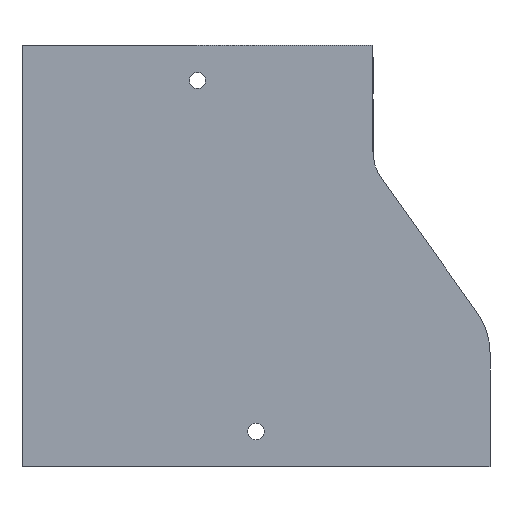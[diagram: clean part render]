
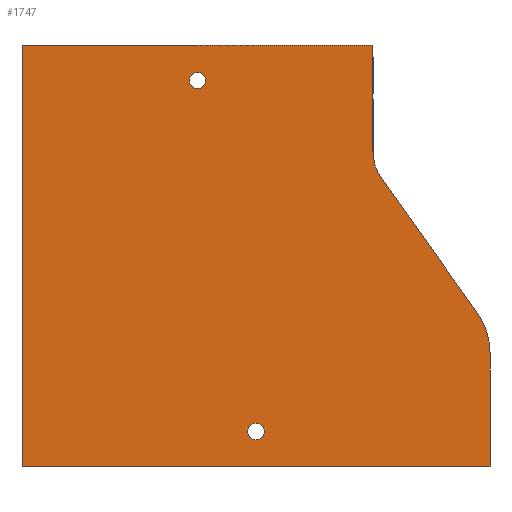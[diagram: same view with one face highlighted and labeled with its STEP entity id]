
A CAD part, front view. The second image highlights one B-rep face of the part: STEP entity #1747.
In plain terms, the highlighted planar face has unit normal (0, -1, 0).
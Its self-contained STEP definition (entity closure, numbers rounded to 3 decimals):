
#1 = CARTESIAN_POINT ( 'NONE',  ( 75., 0., -18.5 ) ) ;
#5 = CARTESIAN_POINT ( 'NONE',  ( 100., 0., -168.5 ) ) ;
#57 = AXIS2_PLACEMENT_3D ( 'NONE', #1788, #1785, #1792 ) ;
#74 = CARTESIAN_POINT ( 'NONE',  ( 150., 0., -45.386 ) ) ;
#113 = CARTESIAN_POINT ( 'NONE',  ( 170., 0., -45.386 ) ) ;
#188 = DIRECTION ( 'NONE',  ( 0., 0., 1. ) ) ;
#190 = CARTESIAN_POINT ( 'NONE',  ( 200., 0., -131.409 ) ) ;
#200 = CARTESIAN_POINT ( 'NONE',  ( 0., 0., 0. ) ) ;
#210 = CARTESIAN_POINT ( 'NONE',  ( 200., 0., -180. ) ) ;
#211 = CARTESIAN_POINT ( 'NONE',  ( 153.725, 0., -57.011 ) ) ;
#318 = DIRECTION ( 'NONE',  ( 0., 0., 1. ) ) ;
#321 = CARTESIAN_POINT ( 'NONE',  ( 150., 0., 0. ) ) ;
#447 = DIRECTION ( 'NONE',  ( 1., 0., 0. ) ) ;
#451 = CARTESIAN_POINT ( 'NONE',  ( -200., 0., -180. ) ) ;
#453 = DIRECTION ( 'NONE',  ( 0., 0., 1. ) ) ;
#454 = CARTESIAN_POINT ( 'NONE',  ( 100., 0., -165. ) ) ;
#462 = DIRECTION ( 'NONE',  ( -1., 0., 0. ) ) ;
#465 = DIRECTION ( 'NONE',  ( 0., 0., -1. ) ) ;
#467 = DIRECTION ( 'NONE',  ( 0., -1., 0. ) ) ;
#486 = CARTESIAN_POINT ( 'NONE',  ( 0., 0., 0. ) ) ;
#492 = DIRECTION ( 'NONE',  ( 0., -1., 0. ) ) ;
#493 = DIRECTION ( 'NONE',  ( 0., 0., -1. ) ) ;
#503 = CARTESIAN_POINT ( 'NONE',  ( 0., 0., -180. ) ) ;
#526 = CARTESIAN_POINT ( 'NONE',  ( -150., 0., 0. ) ) ;
#535 = DIRECTION ( 'NONE',  ( 0., 1., 0. ) ) ;
#540 = CARTESIAN_POINT ( 'NONE',  ( 170., 0., -131.409 ) ) ;
#541 = CARTESIAN_POINT ( 'NONE',  ( 153.725, 0., -57.011 ) ) ;
#542 = DIRECTION ( 'NONE',  ( 0., 0., 1. ) ) ;
#543 = DIRECTION ( 'NONE',  ( -0.581, 0., 0.814 ) ) ;
#544 = DIRECTION ( 'NONE',  ( 0., -1., 0. ) ) ;
#548 = CARTESIAN_POINT ( 'NONE',  ( 150., 0., 0. ) ) ;
#549 = DIRECTION ( 'NONE',  ( 0., 0., 1. ) ) ;
#551 = CARTESIAN_POINT ( 'NONE',  ( 194.412, 0., -113.972 ) ) ;
#552 = CARTESIAN_POINT ( 'NONE',  ( 75., 0., -15. ) ) ;
#553 = CARTESIAN_POINT ( 'NONE',  ( 200., 0., -131.409 ) ) ;
#589 = EDGE_CURVE ( 'NONE', #748, #733, #1197, .T. ) ;
#659 = EDGE_CURVE ( 'NONE', #752, #803, #1223, .T. ) ;
#668 = EDGE_CURVE ( 'NONE', #1655, #1655, #1239, .T. ) ;
#669 = EDGE_CURVE ( 'NONE', #1658, #1658, #1242, .T. ) ;
#671 = EDGE_CURVE ( 'NONE', #803, #748, #1235, .T. ) ;
#673 = EDGE_CURVE ( 'NONE', #777, #719, #1246, .T. ) ;
#674 = EDGE_CURVE ( 'NONE', #719, #751, #1241, .T. ) ;
#675 = EDGE_CURVE ( 'NONE', #751, #772, #1249, .T. ) ;
#719 = VERTEX_POINT ( 'NONE', #551 ) ;
#733 = VERTEX_POINT ( 'NONE', #548 ) ;
#748 = VERTEX_POINT ( 'NONE', #486 ) ;
#751 = VERTEX_POINT ( 'NONE', #211 ) ;
#752 = VERTEX_POINT ( 'NONE', #210 ) ;
#772 = VERTEX_POINT ( 'NONE', #74 ) ;
#777 = VERTEX_POINT ( 'NONE', #553 ) ;
#803 = VERTEX_POINT ( 'NONE', #503 ) ;
#819 = EDGE_LOOP ( 'NONE', ( #976, #977, #978, #979, #980, #981, #982, #983 ) ) ;
#873 = EDGE_LOOP ( 'NONE', ( #975 ) ) ;
#881 = EDGE_LOOP ( 'NONE', ( #974 ) ) ;
#974 = ORIENTED_EDGE ( 'NONE', *, *, #668, .F. ) ;
#975 = ORIENTED_EDGE ( 'NONE', *, *, #669, .F. ) ;
#976 = ORIENTED_EDGE ( 'NONE', *, *, #589, .F. ) ;
#977 = ORIENTED_EDGE ( 'NONE', *, *, #671, .F. ) ;
#978 = ORIENTED_EDGE ( 'NONE', *, *, #659, .F. ) ;
#979 = ORIENTED_EDGE ( 'NONE', *, *, #1459, .T. ) ;
#980 = ORIENTED_EDGE ( 'NONE', *, *, #673, .T. ) ;
#981 = ORIENTED_EDGE ( 'NONE', *, *, #674, .T. ) ;
#982 = ORIENTED_EDGE ( 'NONE', *, *, #675, .T. ) ;
#983 = ORIENTED_EDGE ( 'NONE', *, *, #1435, .T. ) ;
#1197 = LINE ( 'NONE', #526, #1199 ) ;
#1199 = VECTOR ( 'NONE', #447, 1000. ) ;
#1223 = LINE ( 'NONE', #451, #1225 ) ;
#1225 = VECTOR ( 'NONE', #462, 1000. ) ;
#1235 = LINE ( 'NONE', #200, #1243 ) ;
#1239 = CIRCLE ( 'NONE', #1354, 3.5 ) ;
#1241 = LINE ( 'NONE', #541, #1250 ) ;
#1242 = CIRCLE ( 'NONE', #1353, 3.5 ) ;
#1243 = VECTOR ( 'NONE', #453, 1000. ) ;
#1246 = CIRCLE ( 'NONE', #1352, 30. ) ;
#1249 = CIRCLE ( 'NONE', #1351, 20. ) ;
#1250 = VECTOR ( 'NONE', #543, 1000. ) ;
#1351 = AXIS2_PLACEMENT_3D ( 'NONE', #113, #535, #542 ) ;
#1352 = AXIS2_PLACEMENT_3D ( 'NONE', #540, #544, #549 ) ;
#1353 = AXIS2_PLACEMENT_3D ( 'NONE', #552, #467, #465 ) ;
#1354 = AXIS2_PLACEMENT_3D ( 'NONE', #454, #492, #493 ) ;
#1435 = EDGE_CURVE ( 'NONE', #772, #733, #1497, .T. ) ;
#1459 = EDGE_CURVE ( 'NONE', #752, #777, #1540, .T. ) ;
#1497 = LINE ( 'NONE', #321, #1504 ) ;
#1504 = VECTOR ( 'NONE', #318, 1000. ) ;
#1540 = LINE ( 'NONE', #190, #1543 ) ;
#1543 = VECTOR ( 'NONE', #188, 1000. ) ;
#1623 = FACE_OUTER_BOUND ( 'NONE', #819, .T. ) ;
#1628 = FACE_BOUND ( 'NONE', #881, .T. ) ;
#1634 = FACE_BOUND ( 'NONE', #873, .T. ) ;
#1655 = VERTEX_POINT ( 'NONE', #5 ) ;
#1658 = VERTEX_POINT ( 'NONE', #1 ) ;
#1747 = ADVANCED_FACE ( 'NONE', ( #1628, #1634, #1623 ), #1790, .F. ) ;
#1785 = DIRECTION ( 'NONE',  ( 0., 1., 0. ) ) ;
#1788 = CARTESIAN_POINT ( 'NONE',  ( -170., 0., -45.386 ) ) ;
#1790 = PLANE ( 'NONE',  #57 ) ;
#1792 = DIRECTION ( 'NONE',  ( 0., 0., 1. ) ) ;
